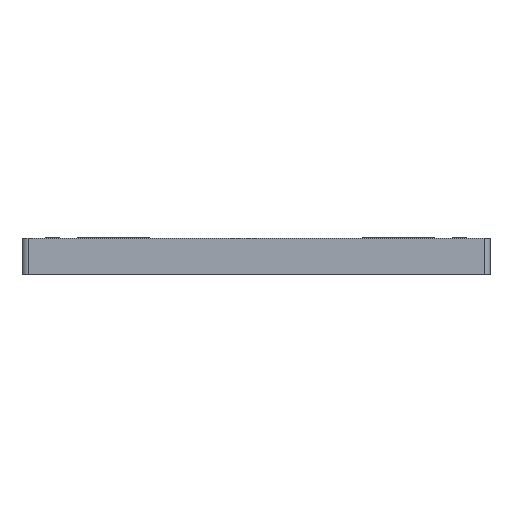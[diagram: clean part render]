
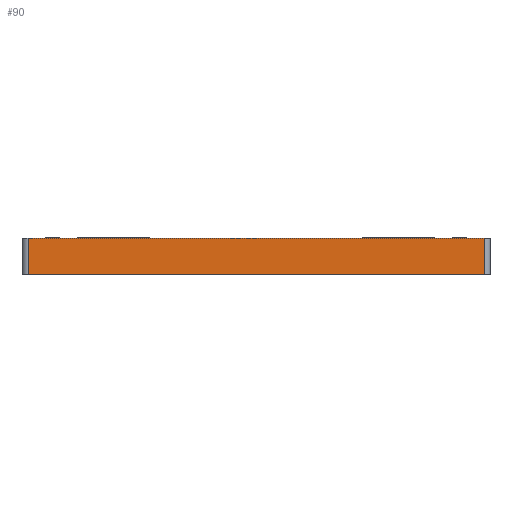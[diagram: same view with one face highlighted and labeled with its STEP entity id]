
A CAD part, front view. The second image highlights one B-rep face of the part: STEP entity #90.
In plain terms, the highlighted planar face has unit normal (0, -1, 0).
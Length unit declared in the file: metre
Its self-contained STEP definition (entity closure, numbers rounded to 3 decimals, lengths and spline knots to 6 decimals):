
#90 = ADVANCED_FACE( '', ( #188 ), #189, .T. );
#188 = FACE_OUTER_BOUND( '', #2875, .T. );
#189 = PLANE( '', #2876 );
#2875 = EDGE_LOOP( '', ( #3903, #3904, #3905, #3906 ) );
#2876 = AXIS2_PLACEMENT_3D( '', #3907, #3908, #3909 );
#3903 = ORIENTED_EDGE( '', *, *, #4513, .F. );
#3904 = ORIENTED_EDGE( '', *, *, #4514, .T. );
#3905 = ORIENTED_EDGE( '', *, *, #4461, .T. );
#3906 = ORIENTED_EDGE( '', *, *, #4476, .T. );
#3907 = CARTESIAN_POINT( '', ( 0., -0.0195, 0.003 ) );
#3908 = DIRECTION( '', ( 0., -1., 0. ) );
#3909 = DIRECTION( '', ( 0., 0., -1. ) );
#4461 = EDGE_CURVE( '', #4584, #4585, #4586, .T. );
#4476 = EDGE_CURVE( '', #4585, #4609, #4611, .T. );
#4513 = EDGE_CURVE( '', #4662, #4609, #4663, .T. );
#4514 = EDGE_CURVE( '', #4662, #4584, #4664, .F. );
#4584 = VERTEX_POINT( '', #5716 );
#4585 = VERTEX_POINT( '', #5717 );
#4586 = LINE( '', #5718, #5719 );
#4609 = VERTEX_POINT( '', #6150 );
#4611 = LINE( '', #6152, #6153 );
#4662 = VERTEX_POINT( '', #7461 );
#4663 = LINE( '', #7462, #7463 );
#4664 = LINE( '', #7464, #7465 );
#5716 = CARTESIAN_POINT( '', ( 0.019, -0.0195, 0.003 ) );
#5717 = CARTESIAN_POINT( '', ( -0.019, -0.0195, 0.003 ) );
#5718 = CARTESIAN_POINT( '', ( 0., -0.0195, 0.003 ) );
#5719 = VECTOR( '', #7549, 1. );
#6150 = CARTESIAN_POINT( '', ( -0.019, -0.0195, 0. ) );
#6152 = CARTESIAN_POINT( '', ( -0.019, -0.0195, 0. ) );
#6153 = VECTOR( '', #7572, 1. );
#7461 = CARTESIAN_POINT( '', ( 0.019, -0.0195, 0. ) );
#7462 = CARTESIAN_POINT( '', ( 0., -0.0195, 0. ) );
#7463 = VECTOR( '', #7587, 1. );
#7464 = CARTESIAN_POINT( '', ( 0.019, -0.0195, 0.003 ) );
#7465 = VECTOR( '', #7588, 1. );
#7549 = DIRECTION( '', ( -1., 0., 0. ) );
#7572 = DIRECTION( '', ( 0., 0., -1. ) );
#7587 = DIRECTION( '', ( -1., 0., 0. ) );
#7588 = DIRECTION( '', ( 0., 0., -1. ) );
